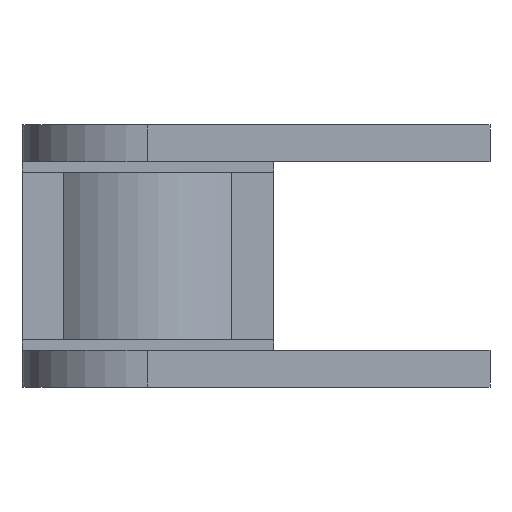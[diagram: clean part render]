
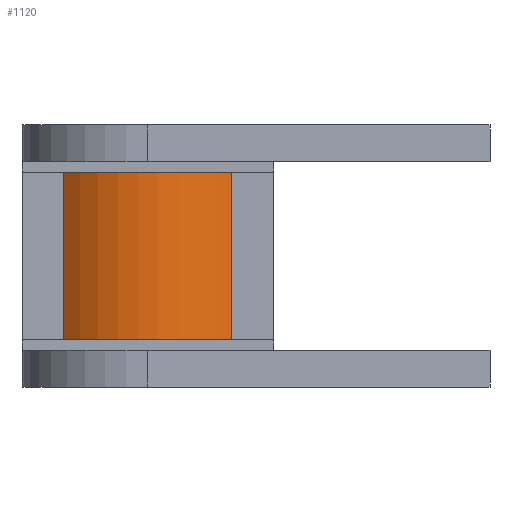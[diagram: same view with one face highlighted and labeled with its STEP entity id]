
A CAD part, left-side view. The second image highlights one B-rep face of the part: STEP entity #1120.
In plain terms, the highlighted cylindrical face has radius 12 mm (diameter 24 mm), a partial arc.
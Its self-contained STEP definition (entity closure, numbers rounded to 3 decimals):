
#73=CARTESIAN_POINT('',(0.,0.,-12.5));
#74=DIRECTION('',(0.,0.,1.));
#75=DIRECTION('',(-0.745,0.667,0.));
#76=AXIS2_PLACEMENT_3D('',#73,#74,#75);
#178=CARTESIAN_POINT('',(0.,0.,12.5));
#179=DIRECTION('',(0.,0.,1.));
#180=DIRECTION('',(-0.745,0.667,0.));
#181=AXIS2_PLACEMENT_3D('',#178,#179,#180);
#413=DIRECTION('',(0.,0.,-1.));
#414=VECTOR('',#413,25.);
#415=CARTESIAN_POINT('',(-8.944,-8.,12.5));
#416=LINE('',#415,#414);
#417=DIRECTION('',(0.,0.,-1.));
#418=VECTOR('',#417,25.);
#419=CARTESIAN_POINT('',(-8.944,8.,12.5));
#420=LINE('',#419,#418);
#546=CARTESIAN_POINT('',(-8.944,-8.,-12.5));
#548=VERTEX_POINT('',#546);
#549=CARTESIAN_POINT('',(-8.944,8.,-12.5));
#550=VERTEX_POINT('',#549);
#554=CARTESIAN_POINT('',(-8.944,-8.,12.5));
#556=VERTEX_POINT('',#554);
#557=CARTESIAN_POINT('',(-8.944,8.,12.5));
#558=VERTEX_POINT('',#557);
#1108=CARTESIAN_POINT('',(0.,0.,12.5));
#1109=DIRECTION('',(0.,0.,1.));
#1110=DIRECTION('',(1.,0.,0.));
#1111=AXIS2_PLACEMENT_3D('',#1108,#1109,#1110);
#1112=CYLINDRICAL_SURFACE('',#1111,12.);
#1113=ORIENTED_EDGE('',*,*,#614,.F.);
#1115=ORIENTED_EDGE('',*,*,#1114,.F.);
#1116=ORIENTED_EDGE('',*,*,#740,.T.);
#1117=ORIENTED_EDGE('',*,*,#1097,.T.);
#1118=EDGE_LOOP('',(#1113,#1115,#1116,#1117));
#1119=FACE_OUTER_BOUND('',#1118,.F.);
#1120=ADVANCED_FACE('',(#1119),#1112,.T.);
#77=CIRCLE('',#76,12.);
#182=CIRCLE('',#181,12.);
#614=EDGE_CURVE('',#550,#548,#77,.T.);
#740=EDGE_CURVE('',#558,#556,#182,.T.);
#1097=EDGE_CURVE('',#556,#548,#416,.T.);
#1114=EDGE_CURVE('',#558,#550,#420,.T.);
